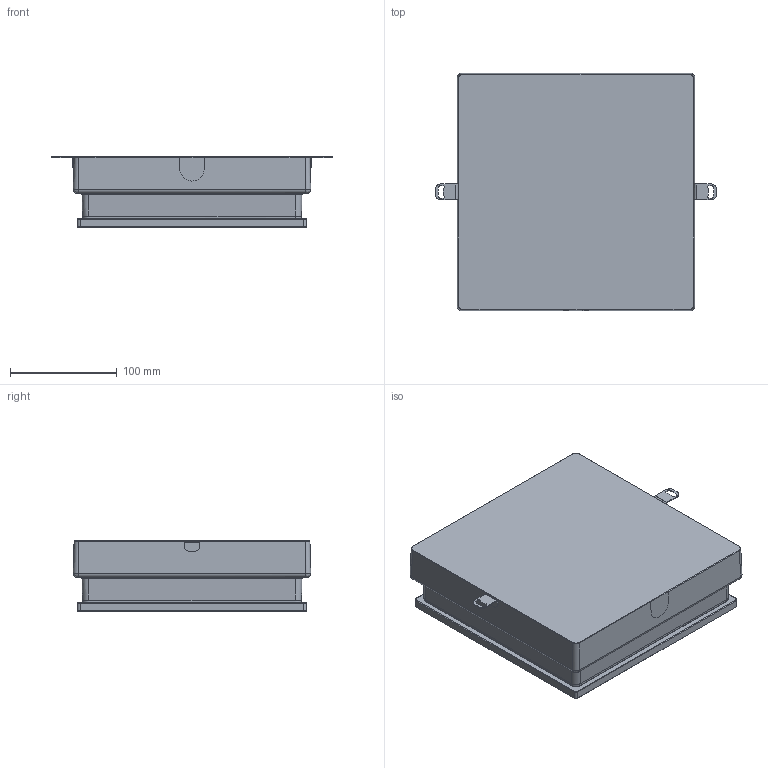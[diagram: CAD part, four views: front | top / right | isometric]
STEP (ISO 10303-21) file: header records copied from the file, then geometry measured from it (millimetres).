
FILE_DESCRIPTION(/* description */ (''),/* implementation_level */ '2;1');
FILE_NAME(/* name */ 'T4002000_EGO 220 WO VETRO FLAT QUADRO',/* time_stamp */ '2018-02-06T11:27:51+01:00',/* author */ (''),/* organization */ (''),/* preprocessor_version */ 'ST-DEVELOPER v15',/* originating_system */ '',/* authorisation */ '');
FILE_SCHEMA (('CONFIG_CONTROL_DESIGN'));
Length unit declared in the file: millimetre
Products named in the file (1): Document
Bounding box: 263.82 x 222.96 x 66.63 mm (x, y, z)
Volume: 3078266.2 mm3; surface area: 275801.6 mm2
Topology: 7 solids, 7 shells, 242 faces, 619 edges, 396 vertices
Faces by surface type: bspline 154, plane 88
Entity records: 8948 total; most frequent: CARTESIAN_POINT 5183, ORIENTED_EDGE 1238, EDGE_CURVE 619, VERTEX_POINT 396, B_SPLINE_CURVE_WITH_KNOTS 354, EDGE_LOOP 273, ADVANCED_FACE 242, FACE_OUTER_BOUND 242
